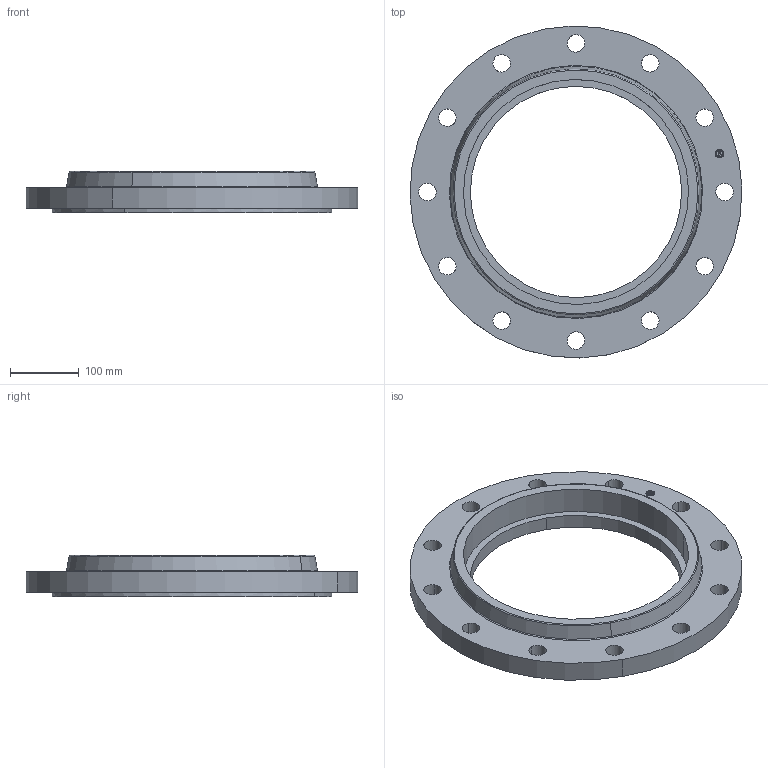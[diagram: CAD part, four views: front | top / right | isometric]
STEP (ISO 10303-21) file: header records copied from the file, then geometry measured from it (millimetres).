
FILE_DESCRIPTION(('3D STEP'),'2;1');
FILE_NAME('12-150-SOCKET-WELD-RTJ-30-FLANGE.stp','2013-01-26T07:10:31+00:00',('Texas Flange'),(''),'CATIA Version 5 Release 20 SP 6 (IN-10)','CATIA V5 STEP AP214','800-826-3801');
FILE_SCHEMA(('AUTOMOTIVE_DESIGN { 1 0 10303 214 1 1 1 1 }'));
Length unit declared in the file: inch
Products named in the file (1): 12-150-SOCKET-WELD-RTJ-30-FLANGE
Bounding box: 482.47 x 482.47 x 60.2 mm (x, y, z)
Volume: 3687607.7 mm3; surface area: 380341.6 mm2
Topology: 1 solids, 1 shells, 438 faces, 1258 edges, 832 vertices
Faces by surface type: plane 372, cylinder 52, torus 8, cone 6
Entity records: 16416 total; most frequent: ORIENTED_EDGE 2516, CARTESIAN_POINT 2470, DIRECTION 2016, EDGE_CURVE 1258, VECTOR 1102, LINE 1102, VERTEX_POINT 832, AXIS2_PLACEMENT_3D 536
